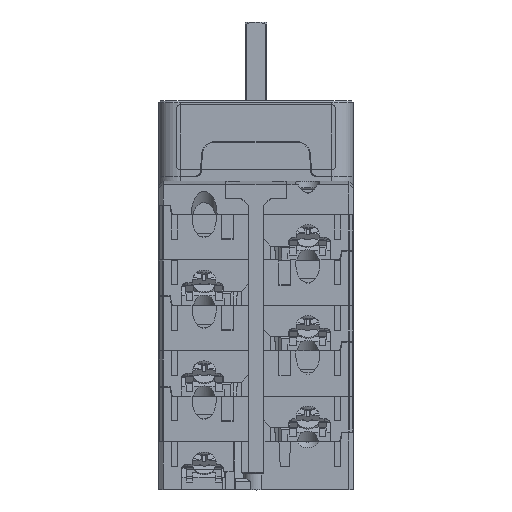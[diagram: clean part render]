
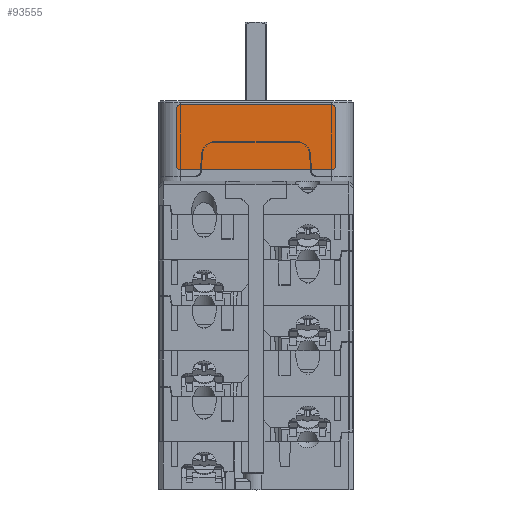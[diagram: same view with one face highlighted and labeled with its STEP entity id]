
A CAD part, top view. The second image highlights one B-rep face of the part: STEP entity #93555.
In plain terms, the highlighted face is planar.
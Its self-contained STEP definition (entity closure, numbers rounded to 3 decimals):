
#93336=CARTESIAN_POINT('',(-17.5,0.2,-6.5));
#93337=DIRECTION('',(0.,1.,0.));
#93338=DIRECTION('',(0.,0.,-1.));
#93339=AXIS2_PLACEMENT_3D('',#93336,#93337,#93338);
#93341=DIRECTION('',(-1.,0.,0.));
#93342=VECTOR('',#93341,35.);
#93343=CARTESIAN_POINT('',(17.5,0.2,-7.5));
#93344=LINE('',#93343,#93342);
#93345=CARTESIAN_POINT('',(17.5,0.2,-6.5));
#93346=DIRECTION('',(0.,1.,0.));
#93347=DIRECTION('',(1.,0.,0.));
#93348=AXIS2_PLACEMENT_3D('',#93345,#93346,#93347);
#93350=DIRECTION('',(0.,0.,-1.));
#93351=VECTOR('',#93350,13.);
#93352=CARTESIAN_POINT('',(18.5,0.2,6.5));
#93353=LINE('',#93352,#93351);
#93354=CARTESIAN_POINT('',(17.5,0.2,6.5));
#93355=DIRECTION('',(0.,1.,0.));
#93356=DIRECTION('',(0.,0.,1.));
#93357=AXIS2_PLACEMENT_3D('',#93354,#93355,#93356);
#93359=DIRECTION('',(1.,0.,0.));
#93360=VECTOR('',#93359,35.);
#93361=CARTESIAN_POINT('',(-17.5,0.2,7.5));
#93362=LINE('',#93361,#93360);
#93363=CARTESIAN_POINT('',(-17.5,0.2,6.5));
#93364=DIRECTION('',(0.,1.,0.));
#93365=DIRECTION('',(-1.,0.,0.));
#93366=AXIS2_PLACEMENT_3D('',#93363,#93364,#93365);
#93368=DIRECTION('',(0.,0.,1.));
#93369=VECTOR('',#93368,13.);
#93370=CARTESIAN_POINT('',(-18.5,0.2,-6.5));
#93371=LINE('',#93370,#93369);
#93376=CARTESIAN_POINT('',(-17.5,0.2,-7.5));
#93377=VERTEX_POINT('',#93376);
#93378=CARTESIAN_POINT('',(-18.5,0.2,-6.5));
#93379=VERTEX_POINT('',#93378);
#93384=CARTESIAN_POINT('',(18.5,0.2,-6.5));
#93385=VERTEX_POINT('',#93384);
#93386=CARTESIAN_POINT('',(17.5,0.2,-7.5));
#93387=VERTEX_POINT('',#93386);
#93392=CARTESIAN_POINT('',(-18.5,0.2,6.5));
#93393=VERTEX_POINT('',#93392);
#93394=CARTESIAN_POINT('',(-17.5,0.2,7.5));
#93395=VERTEX_POINT('',#93394);
#93400=CARTESIAN_POINT('',(17.5,0.2,7.5));
#93401=VERTEX_POINT('',#93400);
#93402=CARTESIAN_POINT('',(18.5,0.2,6.5));
#93403=VERTEX_POINT('',#93402);
#93540=CARTESIAN_POINT('',(0.,0.2,0.));
#93541=DIRECTION('',(0.,1.,0.));
#93542=DIRECTION('',(1.,0.,0.));
#93543=AXIS2_PLACEMENT_3D('',#93540,#93541,#93542);
#93544=PLANE('',#93543);
#93545=ORIENTED_EDGE('',*,*,#93436,.F.);
#93546=ORIENTED_EDGE('',*,*,#93452,.F.);
#93547=ORIENTED_EDGE('',*,*,#93465,.F.);
#93548=ORIENTED_EDGE('',*,*,#93480,.F.);
#93549=ORIENTED_EDGE('',*,*,#93493,.F.);
#93550=ORIENTED_EDGE('',*,*,#93506,.F.);
#93551=ORIENTED_EDGE('',*,*,#93521,.F.);
#93552=ORIENTED_EDGE('',*,*,#93533,.F.);
#93553=EDGE_LOOP('',(#93545,#93546,#93547,#93548,#93549,#93550,#93551,#93552));
#93554=FACE_OUTER_BOUND('',#93553,.F.);
#93340=CIRCLE('',#93339,1.);
#93349=CIRCLE('',#93348,1.);
#93358=CIRCLE('',#93357,1.);
#93367=CIRCLE('',#93366,1.);
#93436=EDGE_CURVE('',#93377,#93379,#93340,.T.);
#93452=EDGE_CURVE('',#93387,#93377,#93344,.T.);
#93465=EDGE_CURVE('',#93385,#93387,#93349,.T.);
#93480=EDGE_CURVE('',#93403,#93385,#93353,.T.);
#93493=EDGE_CURVE('',#93401,#93403,#93358,.T.);
#93506=EDGE_CURVE('',#93395,#93401,#93362,.T.);
#93521=EDGE_CURVE('',#93393,#93395,#93367,.T.);
#93533=EDGE_CURVE('',#93379,#93393,#93371,.T.);
#93555=ADVANCED_FACE('',(#93554),#93544,.T.);
